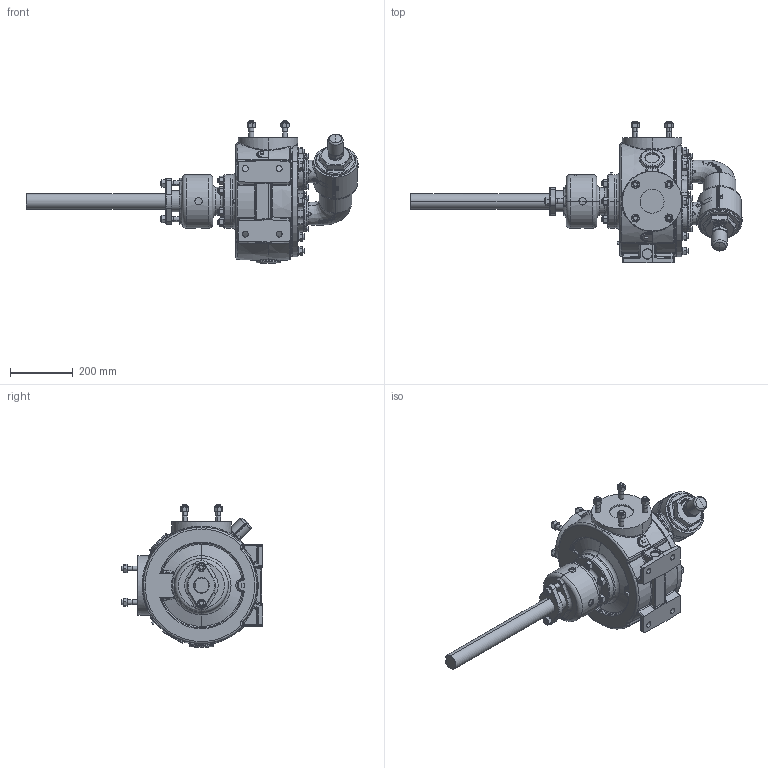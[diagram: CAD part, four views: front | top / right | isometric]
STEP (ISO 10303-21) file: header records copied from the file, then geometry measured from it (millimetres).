
FILE_DESCRIPTION (( 'STEP AP214' ), '1' );
FILE_NAME ('Q34.STEP', '2016-11-16T17:20:32', ( '' ), ( '' ), 'SwSTEP 2.0', 'SolidWorks 2015', '' );
FILE_SCHEMA (( 'AUTOMOTIVE_DESIGN' ));
Length unit declared in the file: inch
Products named in the file (2): Q34
Bounding box: 1062.06 x 453.9 x 454.41 mm (x, y, z)
Volume: 31114849.9 mm3; surface area: 1046827.9 mm2
Topology: 1 solids, 1 shells, 2816 faces, 6926 edges, 4239 vertices
Faces by surface type: plane 892, bspline 697, cone 568, cylinder 458, torus 129, sphere 72
Entity records: 177369 total; most frequent: CARTESIAN_POINT 96076, ORIENTED_EDGE 13694, DIRECTION 10210, EDGE_CURVE 6847, VERTEX_POINT 4233, AXIS2_PLACEMENT_3D 4173, EDGE_LOOP 3046, ADVANCED_FACE 2816
